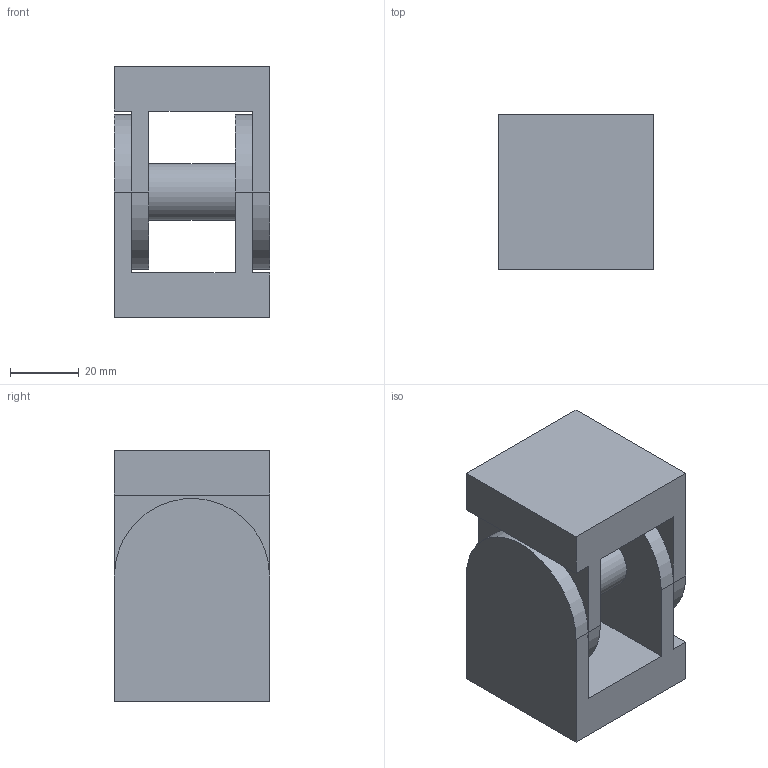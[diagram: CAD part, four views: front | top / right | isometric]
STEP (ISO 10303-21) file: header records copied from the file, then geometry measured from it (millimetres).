
FILE_DESCRIPTION(('STEP AP214'),'1');
FILE_NAME('cctmp_F618CC72-8DB3-4BC2-BAD3-7019F3F1A90E_2020_1_16_9_6_57_377..stp','2020-01-16T08:06:57',('Bosch Rexroth AG'),('CADClick - www.CADClick.com'),'Spatial InterOp 3D',' ','unknown authorization - (Healing Option Enabled)');
FILE_SCHEMA(('AUTOMOTIVE_DESIGN'));
Length unit declared in the file: millimetre
Products named in the file (1): 2020_01_16__09-06-57-375
Bounding box: 45 x 45 x 73 mm (x, y, z)
Volume: 95049.9 mm3; surface area: 23562 mm2
Topology: 1 solids, 1 shells, 30 faces, 78 edges, 48 vertices
Faces by surface type: plane 20, cylinder 10
Entity records: 1178 total; most frequent: DIRECTION 160, CARTESIAN_POINT 157, ORIENTED_EDGE 156, EDGE_CURVE 78, LINE 58, VECTOR 58, AXIS2_PLACEMENT_3D 51, VERTEX_POINT 48
